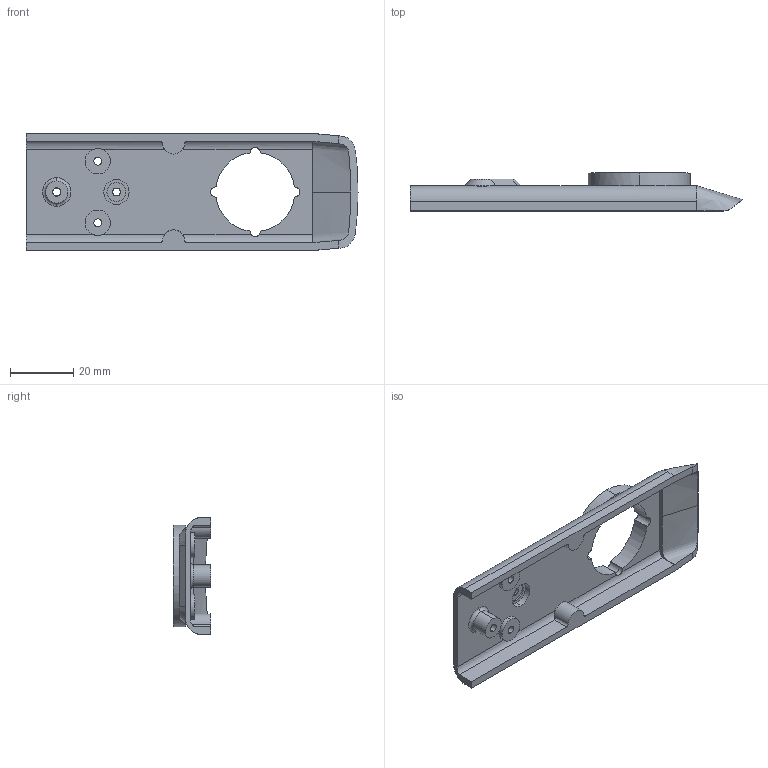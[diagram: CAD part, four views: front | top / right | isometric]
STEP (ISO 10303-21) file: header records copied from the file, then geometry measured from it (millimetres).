
FILE_DESCRIPTION (( 'STEP AP203' ), '1' );
FILE_NAME ('upper leg module cover_v2_2.STEP', '2023-04-02T16:55:15', ( '' ), ( '' ), 'SwSTEP 2.0', 'SolidWorks 2022', '' );
FILE_SCHEMA (( 'CONFIG_CONTROL_DESIGN' ));
Length unit declared in the file: millimetre
Products named in the file (1): upper leg module cover_v2_2
Bounding box: 105.04 x 12 x 37 mm (x, y, z)
Volume: 10050.8 mm3; surface area: 10609 mm2
Topology: 1 solids, 1 shells, 92 faces, 263 edges, 173 vertices
Faces by surface type: cylinder 53, plane 29, bspline 4, cone 4, torus 2
Entity records: 10690 total; most frequent: CARTESIAN_POINT 8168, ORIENTED_EDGE 526, DIRECTION 510, EDGE_CURVE 263, AXIS2_PLACEMENT_3D 200, VERTEX_POINT 173, CIRCLE 111, LINE 110
